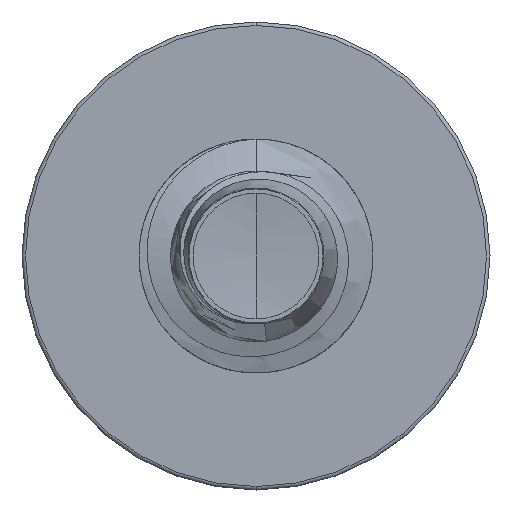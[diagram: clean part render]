
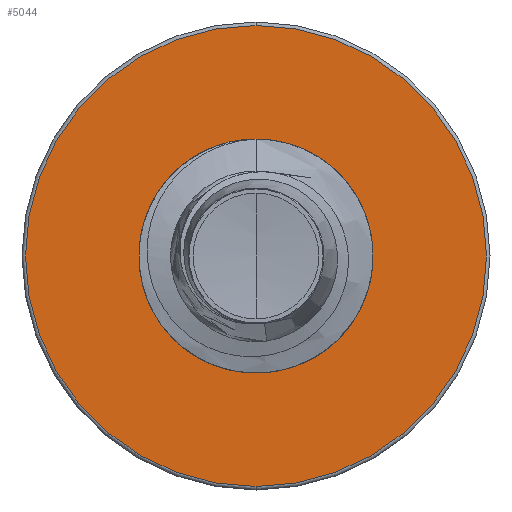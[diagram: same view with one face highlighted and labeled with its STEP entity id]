
A CAD part, front view. The second image highlights one B-rep face of the part: STEP entity #5044.
In plain terms, the highlighted planar face has unit normal (0, -1, 0).
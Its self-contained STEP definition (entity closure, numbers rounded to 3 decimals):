
#20 = CARTESIAN_POINT ( 'NONE',  ( 0., 7.5, 0. ) ) ;
#337 = DIRECTION ( 'NONE',  ( 0., 0., 1. ) ) ;
#1260 = DIRECTION ( 'NONE',  ( 0., 0., 1. ) ) ;
#2093 = CIRCLE ( 'NONE', #5582, 0.866 ) ;
#2482 = CIRCLE ( 'NONE', #14609, 1.773 ) ;
#2608 = CARTESIAN_POINT ( 'NONE',  ( 0., 7.5, 0. ) ) ;
#2767 = AXIS2_PLACEMENT_3D ( 'NONE', #14629, #7563, #337 ) ;
#2877 = CARTESIAN_POINT ( 'NONE',  ( 0., 7.5, -0.866 ) ) ;
#3671 = VERTEX_POINT ( 'NONE', #6418 ) ;
#3781 = CARTESIAN_POINT ( 'NONE',  ( 0., 7.5, 0. ) ) ;
#3812 = DIRECTION ( 'NONE',  ( 0., 0., 1. ) ) ;
#4269 = EDGE_CURVE ( 'NONE', #12074, #3671, #2482, .T. ) ;
#4760 = EDGE_CURVE ( 'NONE', #7492, #13033, #2093, .T. ) ;
#5000 = DIRECTION ( 'NONE',  ( 0., 0., 1. ) ) ;
#5044 = ADVANCED_FACE ( 'NONE', ( #14005, #8113 ), #6511, .F. ) ;
#5123 = CARTESIAN_POINT ( 'NONE',  ( 0., 7.5, 0.866 ) ) ;
#5582 = AXIS2_PLACEMENT_3D ( 'NONE', #3781, #12113, #5000 ) ;
#5832 = EDGE_LOOP ( 'NONE', ( #12892, #9909 ) ) ;
#6062 = ORIENTED_EDGE ( 'NONE', *, *, #4760, .T. ) ;
#6254 = CARTESIAN_POINT ( 'NONE',  ( 0., 7.5, -0.866 ) ) ;
#6418 = CARTESIAN_POINT ( 'NONE',  ( 0., 7.5, -1.773 ) ) ;
#6511 = PLANE ( 'NONE',  #13515 ) ;
#7492 = VERTEX_POINT ( 'NONE', #6254 ) ;
#7563 = DIRECTION ( 'NONE',  ( 0., 1., 0. ) ) ;
#7715 = DIRECTION ( 'NONE',  ( 0., 0., 1. ) ) ;
#8113 = FACE_BOUND ( 'NONE', #8678, .T. ) ;
#8449 = DIRECTION ( 'NONE',  ( 0., 1., 0. ) ) ;
#8678 = EDGE_LOOP ( 'NONE', ( #8947, #6062 ) ) ;
#8947 = ORIENTED_EDGE ( 'NONE', *, *, #10268, .T. ) ;
#9909 = ORIENTED_EDGE ( 'NONE', *, *, #14800, .F. ) ;
#9968 = CIRCLE ( 'NONE', #2767, 0.866 ) ;
#10268 = EDGE_CURVE ( 'NONE', #13033, #7492, #9968, .T. ) ;
#10960 = DIRECTION ( 'NONE',  ( 0., 1., 0. ) ) ;
#11652 = AXIS2_PLACEMENT_3D ( 'NONE', #2608, #10960, #3812 ) ;
#12074 = VERTEX_POINT ( 'NONE', #14125 ) ;
#12113 = DIRECTION ( 'NONE',  ( 0., 1., 0. ) ) ;
#12892 = ORIENTED_EDGE ( 'NONE', *, *, #4269, .F. ) ;
#13033 = VERTEX_POINT ( 'NONE', #5123 ) ;
#13515 = AXIS2_PLACEMENT_3D ( 'NONE', #2877, #14777, #7715 ) ;
#14005 = FACE_OUTER_BOUND ( 'NONE', #5832, .T. ) ;
#14125 = CARTESIAN_POINT ( 'NONE',  ( 0., 7.5, 1.773 ) ) ;
#14609 = AXIS2_PLACEMENT_3D ( 'NONE', #20, #8449, #1260 ) ;
#14629 = CARTESIAN_POINT ( 'NONE',  ( 0., 7.5, 0. ) ) ;
#14777 = DIRECTION ( 'NONE',  ( 0., 1., 0. ) ) ;
#14800 = EDGE_CURVE ( 'NONE', #3671, #12074, #15478, .T. ) ;
#15478 = CIRCLE ( 'NONE', #11652, 1.773 ) ;
